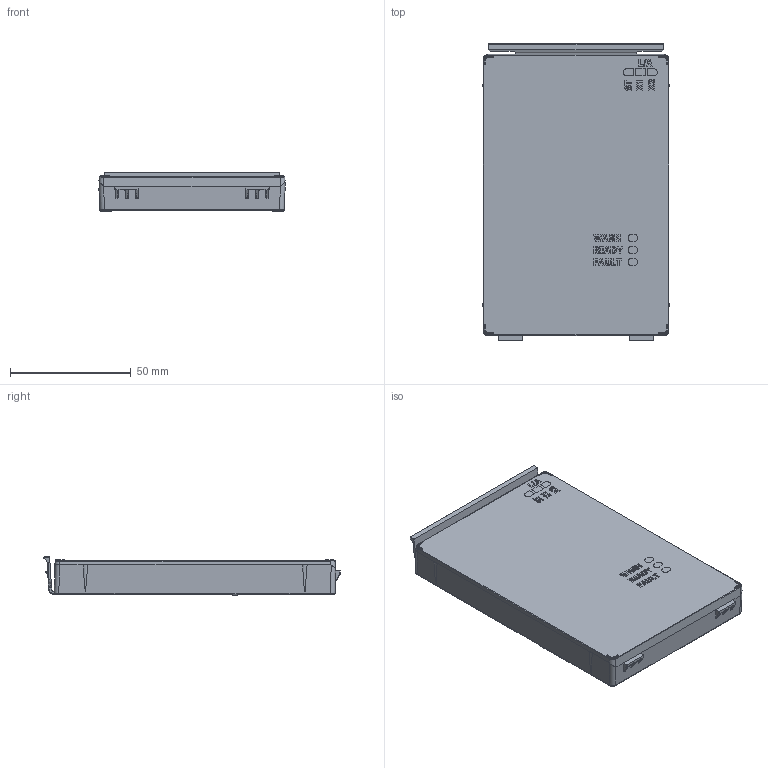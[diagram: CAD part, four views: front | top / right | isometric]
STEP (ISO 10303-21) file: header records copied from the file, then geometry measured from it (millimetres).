
FILE_DESCRIPTION((''),'2;1');
FILE_NAME('ICP_ASM','2024-06-04T14:19:32',('U241412'),('Danfoss Drives'),'CREO PARAMETRIC BY PTC INC, 2022124','CREO PARAMETRIC BY PTC INC, 2022124','');
FILE_SCHEMA(('CONFIG_CONTROL_DESIGN','GEOMETRIC_VALIDATION_PROPERTIES_MIM'));
Length unit declared in the file: millimetre
Products named in the file (4): 136B0298; 136B0298_LIGHTGUIDE; 136B0298_ASM; ICP_ASM
Assembly tree (3 placements, depth 3):
  ICP_ASM
    136B0298_ASM
      136B0298
      136B0298_LIGHTGUIDE
Bounding box: 77.54 x 123.05 x 15.79 mm (x, y, z)
Volume: 31577.5 mm3; surface area: 31787.8 mm2
Topology: 2 solids, 2 shells, 801 faces, 2054 edges, 1283 vertices
Faces by surface type: plane 410, cylinder 165, bspline 100, extrusion 82, cone 24, sphere 12, torus 8
Entity records: 37696 total; most frequent: CARTESIAN_POINT 13222, ORIENTED_EDGE 4092, DIRECTION 3067, PRESENTATION_STYLE_ASSIGNMENT 2048, STYLED_ITEM 2048, CURVE_STYLE 2046, EDGE_CURVE 2046, VECTOR 1411
